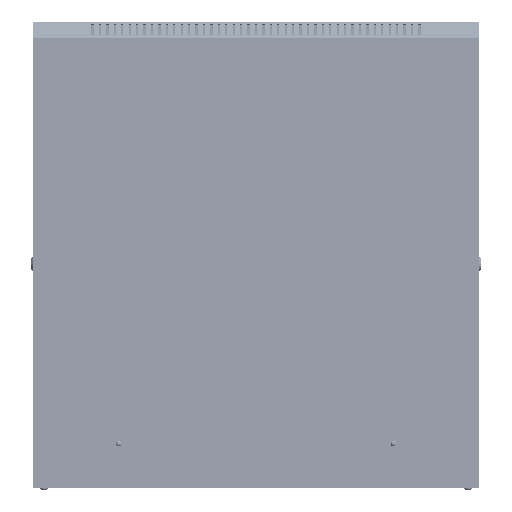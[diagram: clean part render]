
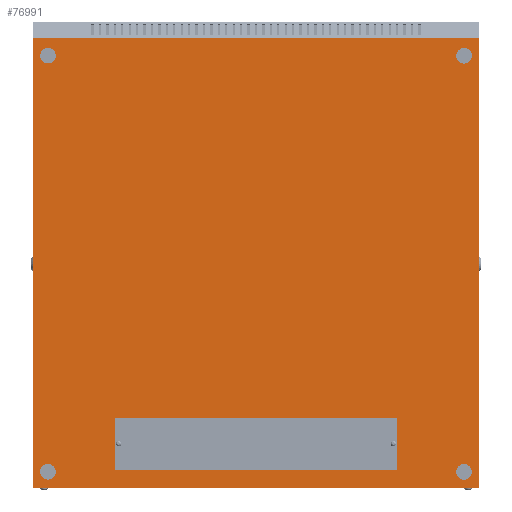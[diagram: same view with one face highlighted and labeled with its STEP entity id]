
A CAD part, front view. The second image highlights one B-rep face of the part: STEP entity #76991.
In plain terms, the highlighted planar face has unit normal (0, -1, 0).
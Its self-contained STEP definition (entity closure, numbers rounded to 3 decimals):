
#1316 = DIRECTION ( 'NONE',  ( 0., 1., 0. ) ) ;
#1525 = EDGE_CURVE ( 'NONE', #175642, #182271, #110541, .T. ) ;
#1528 = DIRECTION ( 'NONE',  ( 0., 0., 1. ) ) ;
#1797 = EDGE_CURVE ( 'NONE', #144501, #108554, #56164, .T. ) ;
#2332 = CARTESIAN_POINT ( 'NONE',  ( 280., 0., 581.9 ) ) ;
#2549 = EDGE_CURVE ( 'NONE', #81826, #151417, #154853, .T. ) ;
#2640 = EDGE_CURVE ( 'NONE', #151417, #81826, #174906, .T. ) ;
#4573 = VERTEX_POINT ( 'NONE', #124411 ) ;
#7280 = EDGE_CURVE ( 'NONE', #118104, #45859, #55026, .T. ) ;
#8180 = AXIS2_PLACEMENT_3D ( 'NONE', #38941, #139738, #53487 ) ;
#8249 = EDGE_CURVE ( 'NONE', #45859, #118104, #84130, .T. ) ;
#8786 = EDGE_CURVE ( 'NONE', #161510, #93671, #38764, .T. ) ;
#9380 = EDGE_CURVE ( 'NONE', #51676, #161510, #76971, .T. ) ;
#13347 = CARTESIAN_POINT ( 'NONE',  ( -190., 0., 25. ) ) ;
#14852 = EDGE_CURVE ( 'NONE', #19366, #159820, #129194, .T. ) ;
#15129 = EDGE_CURVE ( 'NONE', #23841, #19366, #151361, .T. ) ;
#16600 = CARTESIAN_POINT ( 'NONE',  ( 280., 0., 25.15 ) ) ;
#18929 = EDGE_LOOP ( 'NONE', ( #115283, #97447, #108797, #52454 ) ) ;
#19366 = VERTEX_POINT ( 'NONE', #127885 ) ;
#19740 = CARTESIAN_POINT ( 'NONE',  ( -280., 0., 21.9 ) ) ;
#20060 = CARTESIAN_POINT ( 'NONE',  ( -300., 0., 606.5 ) ) ;
#20678 = EDGE_CURVE ( 'NONE', #150975, #23841, #167193, .T. ) ;
#21213 = EDGE_CURVE ( 'NONE', #159820, #150975, #41284, .T. ) ;
#23180 = CARTESIAN_POINT ( 'NONE',  ( 300., 0., 606.5 ) ) ;
#23539 = CARTESIAN_POINT ( 'NONE',  ( -300., 0., 0. ) ) ;
#23841 = VERTEX_POINT ( 'NONE', #138052 ) ;
#27744 = EDGE_LOOP ( 'NONE', ( #97658, #45770 ) ) ;
#30774 = DIRECTION ( 'NONE',  ( 0., 0., 1. ) ) ;
#30803 = DIRECTION ( 'NONE',  ( 0., 1., 0. ) ) ;
#30990 = CARTESIAN_POINT ( 'NONE',  ( 280., 0., 21.9 ) ) ;
#33011 = FACE_BOUND ( 'NONE', #92106, .T. ) ;
#34370 = DIRECTION ( 'NONE',  ( 0., 0., 1. ) ) ;
#36993 = AXIS2_PLACEMENT_3D ( 'NONE', #30990, #30803, #30774 ) ;
#37530 = FACE_BOUND ( 'NONE', #137859, .T. ) ;
#38764 = LINE ( 'NONE', #132597, #144665 ) ;
#38941 = CARTESIAN_POINT ( 'NONE',  ( -280., 0., 581.9 ) ) ;
#41284 = LINE ( 'NONE', #123912, #113617 ) ;
#42504 = CARTESIAN_POINT ( 'NONE',  ( -280., 0., 578.65 ) ) ;
#42845 = VECTOR ( 'NONE', #95355, 1000. ) ;
#45770 = ORIENTED_EDGE ( 'NONE', *, *, #164748, .T. ) ;
#45859 = VERTEX_POINT ( 'NONE', #16600 ) ;
#46121 = VECTOR ( 'NONE', #63827, 1000. ) ;
#51676 = VERTEX_POINT ( 'NONE', #133953 ) ;
#52454 = ORIENTED_EDGE ( 'NONE', *, *, #101012, .T. ) ;
#52508 = VECTOR ( 'NONE', #173597, 1000. ) ;
#52624 = ORIENTED_EDGE ( 'NONE', *, *, #14852, .F. ) ;
#52803 = ORIENTED_EDGE ( 'NONE', *, *, #2549, .T. ) ;
#53487 = DIRECTION ( 'NONE',  ( 0., 0., 1. ) ) ;
#54429 = DIRECTION ( 'NONE',  ( 0., 0., 1. ) ) ;
#54650 = DIRECTION ( 'NONE',  ( 0., 1., 0. ) ) ;
#55026 = CIRCLE ( 'NONE', #77984, 3.25 ) ;
#55052 = CARTESIAN_POINT ( 'NONE',  ( -280., 0., 581.9 ) ) ;
#55227 = CARTESIAN_POINT ( 'NONE',  ( 300., 0., 0. ) ) ;
#56164 = CIRCLE ( 'NONE', #107541, 3.25 ) ;
#57027 = VECTOR ( 'NONE', #126226, 1000. ) ;
#58024 = AXIS2_PLACEMENT_3D ( 'NONE', #174466, #174043, #173866 ) ;
#63827 = DIRECTION ( 'NONE',  ( 0., 0., -1. ) ) ;
#67346 = DIRECTION ( 'NONE',  ( 0., 0., 1. ) ) ;
#67380 = DIRECTION ( 'NONE',  ( 0., 1., 0. ) ) ;
#67751 = PLANE ( 'NONE',  #158986 ) ;
#69421 = CARTESIAN_POINT ( 'NONE',  ( 300., 0., 606.5 ) ) ;
#71537 = FACE_OUTER_BOUND ( 'NONE', #18929, .T. ) ;
#73143 = ORIENTED_EDGE ( 'NONE', *, *, #15129, .F. ) ;
#76971 = LINE ( 'NONE', #163409, #148783 ) ;
#76991 = ADVANCED_FACE ( 'NONE', ( #114403, #37530, #147935, #109898, #71537, #33011 ), #67751, .F. ) ;
#77984 = AXIS2_PLACEMENT_3D ( 'NONE', #125742, #125552, #125531 ) ;
#81826 = VERTEX_POINT ( 'NONE', #119431 ) ;
#84130 = CIRCLE ( 'NONE', #36993, 3.25 ) ;
#84619 = LINE ( 'NONE', #20060, #46121 ) ;
#92106 = EDGE_LOOP ( 'NONE', ( #52624, #73143, #93623, #147579 ) ) ;
#92475 = CIRCLE ( 'NONE', #8180, 3.25 ) ;
#93623 = ORIENTED_EDGE ( 'NONE', *, *, #20678, .F. ) ;
#93671 = VERTEX_POINT ( 'NONE', #23539 ) ;
#95355 = DIRECTION ( 'NONE',  ( -1., 0., 0. ) ) ;
#97022 = CARTESIAN_POINT ( 'NONE',  ( 190., 0., 25. ) ) ;
#97447 = ORIENTED_EDGE ( 'NONE', *, *, #8786, .F. ) ;
#97658 = ORIENTED_EDGE ( 'NONE', *, *, #1525, .T. ) ;
#98864 = CARTESIAN_POINT ( 'NONE',  ( -190., 0., 95. ) ) ;
#99040 = DIRECTION ( 'NONE',  ( -1., 0., 0. ) ) ;
#101012 = EDGE_CURVE ( 'NONE', #51676, #4573, #162127, .T. ) ;
#105160 = EDGE_CURVE ( 'NONE', #4573, #93671, #84619, .T. ) ;
#107541 = AXIS2_PLACEMENT_3D ( 'NONE', #55052, #54650, #54429 ) ;
#108554 = VERTEX_POINT ( 'NONE', #42504 ) ;
#108797 = ORIENTED_EDGE ( 'NONE', *, *, #9380, .F. ) ;
#109898 = FACE_BOUND ( 'NONE', #156702, .T. ) ;
#110541 = CIRCLE ( 'NONE', #130323, 3.25 ) ;
#113380 = DIRECTION ( 'NONE',  ( 0., 0., 1. ) ) ;
#113395 = VECTOR ( 'NONE', #99040, 1000. ) ;
#113617 = VECTOR ( 'NONE', #123166, 1000. ) ;
#114393 = DIRECTION ( 'NONE',  ( 0., 1., 0. ) ) ;
#114403 = FACE_BOUND ( 'NONE', #27744, .T. ) ;
#114994 = CARTESIAN_POINT ( 'NONE',  ( -280., 0., 21.9 ) ) ;
#115283 = ORIENTED_EDGE ( 'NONE', *, *, #105160, .T. ) ;
#118104 = VERTEX_POINT ( 'NONE', #133959 ) ;
#119431 = CARTESIAN_POINT ( 'NONE',  ( 280., 0., 578.65 ) ) ;
#120837 = DIRECTION ( 'NONE',  ( 0., 1., 0. ) ) ;
#121330 = CARTESIAN_POINT ( 'NONE',  ( 280., 0., 585.15 ) ) ;
#123166 = DIRECTION ( 'NONE',  ( 1., 0., 0. ) ) ;
#123912 = CARTESIAN_POINT ( 'NONE',  ( -190., 0., 25. ) ) ;
#124411 = CARTESIAN_POINT ( 'NONE',  ( -300., 0., 606.5 ) ) ;
#125003 = CARTESIAN_POINT ( 'NONE',  ( -190., 0., 95. ) ) ;
#125531 = DIRECTION ( 'NONE',  ( 0., 0., 1. ) ) ;
#125552 = DIRECTION ( 'NONE',  ( 0., 1., 0. ) ) ;
#125742 = CARTESIAN_POINT ( 'NONE',  ( 280., 0., 21.9 ) ) ;
#126226 = DIRECTION ( 'NONE',  ( 0., 0., -1. ) ) ;
#127885 = CARTESIAN_POINT ( 'NONE',  ( -190., 0., 95. ) ) ;
#129194 = LINE ( 'NONE', #125003, #57027 ) ;
#130323 = AXIS2_PLACEMENT_3D ( 'NONE', #114994, #114393, #113380 ) ;
#132597 = CARTESIAN_POINT ( 'NONE',  ( 300., 0., 0. ) ) ;
#133953 = CARTESIAN_POINT ( 'NONE',  ( 300., 0., 606.5 ) ) ;
#133959 = CARTESIAN_POINT ( 'NONE',  ( 280., 0., 18.65 ) ) ;
#133992 = AXIS2_PLACEMENT_3D ( 'NONE', #19740, #120837, #34370 ) ;
#135451 = DIRECTION ( 'NONE',  ( -1., 0., 0. ) ) ;
#137859 = EDGE_LOOP ( 'NONE', ( #145119, #158557 ) ) ;
#138052 = CARTESIAN_POINT ( 'NONE',  ( 190., 0., 95. ) ) ;
#139738 = DIRECTION ( 'NONE',  ( 0., 1., 0. ) ) ;
#144501 = VERTEX_POINT ( 'NONE', #167196 ) ;
#144665 = VECTOR ( 'NONE', #135451, 1000. ) ;
#145119 = ORIENTED_EDGE ( 'NONE', *, *, #1797, .T. ) ;
#147236 = CARTESIAN_POINT ( 'NONE',  ( -280., 0., 25.15 ) ) ;
#147579 = ORIENTED_EDGE ( 'NONE', *, *, #21213, .F. ) ;
#147935 = FACE_BOUND ( 'NONE', #181529, .T. ) ;
#148627 = ORIENTED_EDGE ( 'NONE', *, *, #7280, .T. ) ;
#148783 = VECTOR ( 'NONE', #162158, 1000. ) ;
#150687 = CIRCLE ( 'NONE', #133992, 3.25 ) ;
#150975 = VERTEX_POINT ( 'NONE', #97022 ) ;
#151361 = LINE ( 'NONE', #98864, #113395 ) ;
#151417 = VERTEX_POINT ( 'NONE', #121330 ) ;
#154853 = CIRCLE ( 'NONE', #186586, 3.25 ) ;
#156702 = EDGE_LOOP ( 'NONE', ( #175339, #148627 ) ) ;
#158557 = ORIENTED_EDGE ( 'NONE', *, *, #181649, .T. ) ;
#158986 = AXIS2_PLACEMENT_3D ( 'NONE', #69421, #67380, #67346 ) ;
#159820 = VERTEX_POINT ( 'NONE', #13347 ) ;
#161510 = VERTEX_POINT ( 'NONE', #55227 ) ;
#162127 = LINE ( 'NONE', #23180, #42845 ) ;
#162158 = DIRECTION ( 'NONE',  ( 0., 0., -1. ) ) ;
#163409 = CARTESIAN_POINT ( 'NONE',  ( 300., 0., 606.5 ) ) ;
#164748 = EDGE_CURVE ( 'NONE', #182271, #175642, #150687, .T. ) ;
#167193 = LINE ( 'NONE', #173001, #52508 ) ;
#167196 = CARTESIAN_POINT ( 'NONE',  ( -280., 0., 585.15 ) ) ;
#173001 = CARTESIAN_POINT ( 'NONE',  ( 190., 0., 95. ) ) ;
#173597 = DIRECTION ( 'NONE',  ( 0., 0., 1. ) ) ;
#173866 = DIRECTION ( 'NONE',  ( 0., 0., 1. ) ) ;
#174043 = DIRECTION ( 'NONE',  ( 0., 1., 0. ) ) ;
#174466 = CARTESIAN_POINT ( 'NONE',  ( 280., 0., 581.9 ) ) ;
#174906 = CIRCLE ( 'NONE', #58024, 3.25 ) ;
#175339 = ORIENTED_EDGE ( 'NONE', *, *, #8249, .T. ) ;
#175642 = VERTEX_POINT ( 'NONE', #147236 ) ;
#176210 = ORIENTED_EDGE ( 'NONE', *, *, #2640, .T. ) ;
#180703 = CARTESIAN_POINT ( 'NONE',  ( -280., 0., 18.65 ) ) ;
#181529 = EDGE_LOOP ( 'NONE', ( #176210, #52803 ) ) ;
#181649 = EDGE_CURVE ( 'NONE', #108554, #144501, #92475, .T. ) ;
#182271 = VERTEX_POINT ( 'NONE', #180703 ) ;
#186586 = AXIS2_PLACEMENT_3D ( 'NONE', #2332, #1316, #1528 ) ;
